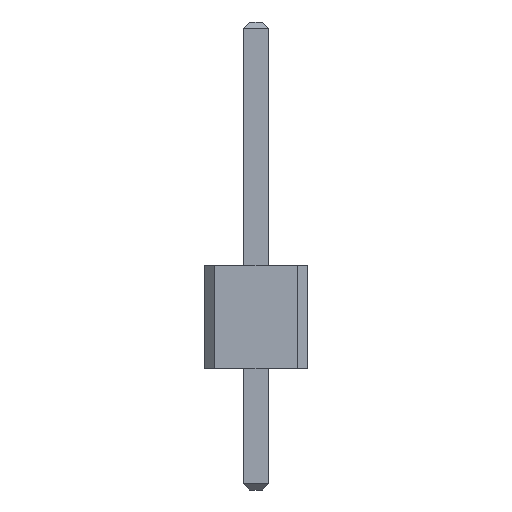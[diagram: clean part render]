
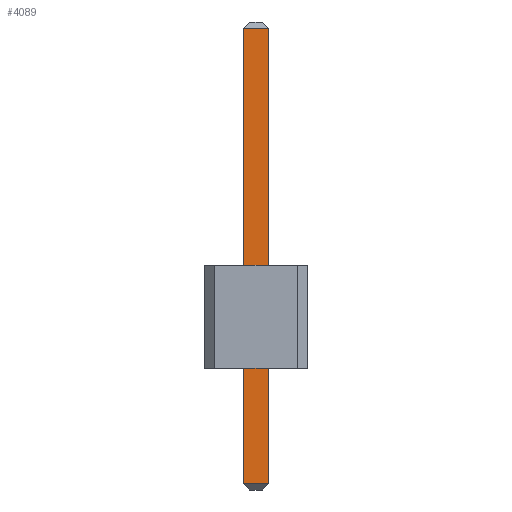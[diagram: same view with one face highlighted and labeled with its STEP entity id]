
A CAD part, front view. The second image highlights one B-rep face of the part: STEP entity #4089.
In plain terms, the highlighted planar face has unit normal (0, -1, 0).
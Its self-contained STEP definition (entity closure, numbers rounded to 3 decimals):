
#13=DIRECTION('',(0.,0.,1.));
#27=VECTOR('',#13,1.);
#67=DIRECTION('',(1.,0.,0.));
#1922=VECTOR('',#67,1.);
#1933=DIRECTION('',(0.,1.,0.));
#4066=EDGE_CURVE('',#4067,#4069,#4071,.T.);
#4067=VERTEX_POINT('',#4068);
#4068=CARTESIAN_POINT('',(-0.32,-81.6,-2.84));
#4069=VERTEX_POINT('',#4070);
#4070=CARTESIAN_POINT('',(-0.32,-81.6,8.38));
#4071=LINE('',#4072,#27);
#4072=CARTESIAN_POINT('',(-0.32,-81.6,-3.));
#4089=ADVANCED_FACE('',(#4090),#4107,.F.);
#4090=FACE_BOUND('',#4091,.F.);
#4091=EDGE_LOOP('',(#4092,#4100,#4103,#4104));
#4092=ORIENTED_EDGE('',*,*,#4093,.F.);
#4093=EDGE_CURVE('',#4094,#4096,#4098,.T.);
#4094=VERTEX_POINT('',#4095);
#4095=CARTESIAN_POINT('',(0.32,-81.6,-2.84));
#4096=VERTEX_POINT('',#4097);
#4097=CARTESIAN_POINT('',(0.32,-81.6,8.38));
#4098=LINE('',#4099,#27);
#4099=CARTESIAN_POINT('',(0.32,-81.6,-3.));
#4100=ORIENTED_EDGE('',*,*,#4101,.F.);
#4101=EDGE_CURVE('',#4067,#4094,#4102,.T.);
#4102=LINE('',#4068,#1922);
#4103=ORIENTED_EDGE('',*,*,#4066,.T.);
#4104=ORIENTED_EDGE('',*,*,#4105,.T.);
#4105=EDGE_CURVE('',#4069,#4096,#4106,.T.);
#4106=LINE('',#4070,#1922);
#4107=PLANE('',#4108);
#4108=AXIS2_PLACEMENT_3D('',#4072,#1933,#13);
